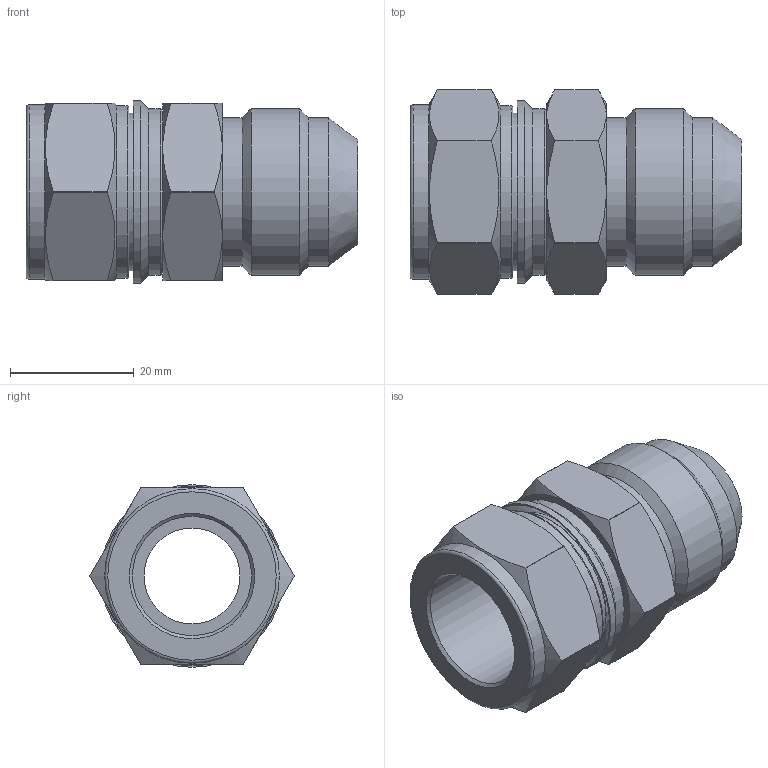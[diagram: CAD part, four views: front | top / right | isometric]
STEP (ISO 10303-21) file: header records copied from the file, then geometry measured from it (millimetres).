
FILE_DESCRIPTION(/* description */ (''),/* implementation_level */ '2;1');
FILE_NAME(/* name */ 'SAUI-12-12U.stp',/* time_stamp */ '2022-04-21T09:19:39+09:00',/* author */ ('user'),/* organization */ (''),/* preprocessor_version */ 'ST-DEVELOPER v18.1',/* originating_system */ 'Autodesk Inventor 2022',/* authorisation */ '');
FILE_SCHEMA (('AUTOMOTIVE_DESIGN { 1 0 10303 214 3 1 1 }'));
Length unit declared in the file: millimetre
Products named in the file (1): SAUI-12-12U
Bounding box: 53.57 x 33 x 29.5 mm (x, y, z)
Volume: 18776.4 mm3; surface area: 9752.5 mm2
Topology: 1 solids, 1 shells, 60 faces, 139 edges, 88 vertices
Faces by surface type: cylinder 24, plane 21, cone 13, torus 2
Full cylindrical faces by diameter (mm): 15.5 x1, 19.25 x1, 23.7 x1, 24 x2, 24.2 x1, 25.4 x1, 26.9 x2, 27.8 x1, 28.2 x1, 29.5 x1
Entity records: 1738 total; most frequent: CARTESIAN_POINT 336, DIRECTION 303, ORIENTED_EDGE 278, EDGE_CURVE 139, AXIS2_PLACEMENT_3D 127, VERTEX_POINT 88, EDGE_LOOP 69, CIRCLE 66
